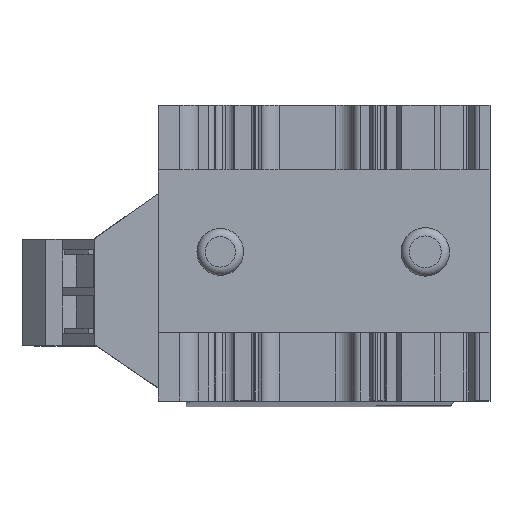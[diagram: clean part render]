
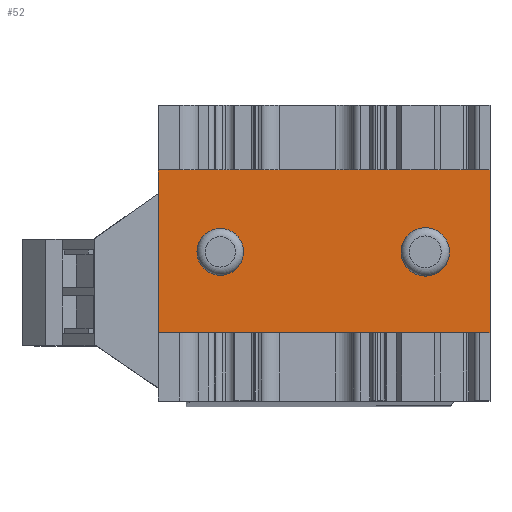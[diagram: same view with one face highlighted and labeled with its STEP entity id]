
A CAD part, top view. The second image highlights one B-rep face of the part: STEP entity #52.
In plain terms, the highlighted planar face has unit normal (0, 0, 1).
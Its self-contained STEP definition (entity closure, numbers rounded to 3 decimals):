
#52=ADVANCED_FACE('',(#283,#284,#285),#286,.F.);
#283=FACE_BOUND('',#748,.T.);
#284=FACE_BOUND('',#749,.T.);
#285=FACE_OUTER_BOUND('',#750,.T.);
#286=PLANE('',#751);
#748=EDGE_LOOP('',(#1306));
#749=EDGE_LOOP('',(#1307));
#750=EDGE_LOOP('',(#1308,#1309,#1310,#1311));
#751=AXIS2_PLACEMENT_3D('',#1312,#1313,#1314);
#1306=ORIENTED_EDGE('',*,*,#3197,.F.);
#1307=ORIENTED_EDGE('',*,*,#3198,.F.);
#1308=ORIENTED_EDGE('',*,*,#3199,.T.);
#1309=ORIENTED_EDGE('',*,*,#3200,.T.);
#1310=ORIENTED_EDGE('',*,*,#3201,.T.);
#1311=ORIENTED_EDGE('',*,*,#3133,.F.);
#1312=CARTESIAN_POINT('',(-129.593,-9.187,98.485));
#1313=DIRECTION('',(0.0,0.0,-1.0));
#1314=DIRECTION('',(-1.0,0.0,0.0));
#3133=EDGE_CURVE('',#3772,#3774,#3775,.T.);
#3197=EDGE_CURVE('',#3901,#3901,#3902,.T.);
#3198=EDGE_CURVE('',#3903,#3903,#3904,.T.);
#3199=EDGE_CURVE('',#3772,#3905,#3906,.T.);
#3200=EDGE_CURVE('',#3905,#3907,#3908,.T.);
#3201=EDGE_CURVE('',#3907,#3774,#3909,.T.);
#3772=VERTEX_POINT('',#4826);
#3774=VERTEX_POINT('',#4829);
#3775=LINE('',#4830,#4831);
#3901=VERTEX_POINT('',#4999);
#3902=CIRCLE('',#5000,2.847);
#3903=VERTEX_POINT('',#5001);
#3904=CIRCLE('',#5002,2.945);
#3905=VERTEX_POINT('',#5003);
#3906=LINE('',#5004,#5005);
#3907=VERTEX_POINT('',#5006);
#3908=LINE('',#5007,#5008);
#3909=LINE('',#5009,#5010);
#4826=CARTESIAN_POINT('',(-19.5,10.649,98.485));
#4829=CARTESIAN_POINT('',(20.9,10.649,98.485));
#4830=CARTESIAN_POINT('',(-129.593,10.649,98.485));
#4831=VECTOR('',#6339,1.0);
#4999=CARTESIAN_POINT('',(-9.096,0.671,98.485));
#5000=AXIS2_PLACEMENT_3D('',#6445,#6446,#6447);
#5001=CARTESIAN_POINT('',(15.961,0.671,98.485));
#5002=AXIS2_PLACEMENT_3D('',#6448,#6449,#6450);
#5003=CARTESIAN_POINT('',(-19.5,-9.187,98.485));
#5004=CARTESIAN_POINT('',(-19.5,-17.5,98.485));
#5005=VECTOR('',#6451,1.0);
#5006=CARTESIAN_POINT('',(20.9,-9.187,98.485));
#5007=CARTESIAN_POINT('',(-129.593,-9.187,98.485));
#5008=VECTOR('',#6452,1.0);
#5009=CARTESIAN_POINT('',(20.9,18.5,98.485));
#5010=VECTOR('',#6453,1.0);
#6339=DIRECTION('',(1.0,0.0,0.0));
#6445=CARTESIAN_POINT('',(-11.942,0.671,98.485));
#6446=DIRECTION('',(0.0,0.0,1.0));
#6447=DIRECTION('',(1.0,0.0,0.0));
#6448=CARTESIAN_POINT('',(13.016,0.671,98.485));
#6449=DIRECTION('',(0.0,0.0,1.0));
#6450=DIRECTION('',(1.0,0.0,0.0));
#6451=DIRECTION('',(0.0,-1.0,0.0));
#6452=DIRECTION('',(1.0,0.0,0.0));
#6453=DIRECTION('',(0.0,1.0,0.0));
